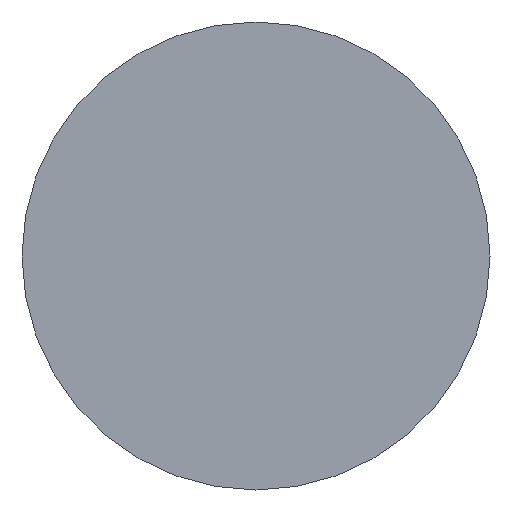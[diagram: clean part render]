
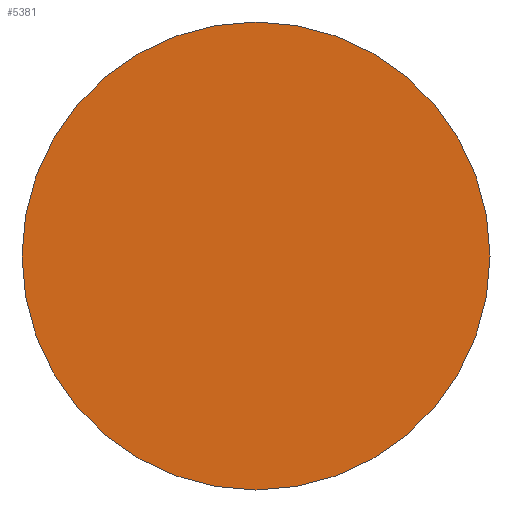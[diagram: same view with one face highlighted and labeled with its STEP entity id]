
A CAD part, left-side view. The second image highlights one B-rep face of the part: STEP entity #5381.
In plain terms, the highlighted planar face has unit normal (-1, 0, 0).
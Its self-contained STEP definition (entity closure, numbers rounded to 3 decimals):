
#357 = AXIS2_PLACEMENT_3D ( 'NONE', #6316, #6850, #3644 ) ;
#389 = VERTEX_POINT ( 'NONE', #1225 ) ;
#864 = FACE_OUTER_BOUND ( 'NONE', #1488, .T. ) ;
#1225 = CARTESIAN_POINT ( 'NONE',  ( -93.324, 0., -134.7 ) ) ;
#1329 = ORIENTED_EDGE ( 'NONE', *, *, #2527, .T. ) ;
#1366 = DIRECTION ( 'NONE',  ( 0., 0., 1. ) ) ;
#1413 = DIRECTION ( 'NONE',  ( -1., 0., 0. ) ) ;
#1434 = CARTESIAN_POINT ( 'NONE',  ( -93.324, 0., 0. ) ) ;
#1488 = EDGE_LOOP ( 'NONE', ( #4156, #1329 ) ) ;
#1830 = CIRCLE ( 'NONE', #1899, 134.7 ) ;
#1899 = AXIS2_PLACEMENT_3D ( 'NONE', #2413, #6133, #2933 ) ;
#2413 = CARTESIAN_POINT ( 'NONE',  ( -93.324, 0., 0. ) ) ;
#2527 = EDGE_CURVE ( 'NONE', #389, #6425, #5697, .T. ) ;
#2864 = AXIS2_PLACEMENT_3D ( 'NONE', #1434, #1413, #1366 ) ;
#2933 = DIRECTION ( 'NONE',  ( 0., 0., 1. ) ) ;
#3099 = PLANE ( 'NONE',  #357 ) ;
#3644 = DIRECTION ( 'NONE',  ( 0., 0., -1. ) ) ;
#4156 = ORIENTED_EDGE ( 'NONE', *, *, #5188, .T. ) ;
#5188 = EDGE_CURVE ( 'NONE', #6425, #389, #1830, .T. ) ;
#5381 = ADVANCED_FACE ( 'NONE', ( #864 ), #3099, .F. ) ;
#5697 = CIRCLE ( 'NONE', #2864, 134.7 ) ;
#5802 = CARTESIAN_POINT ( 'NONE',  ( -93.324, 0., 134.7 ) ) ;
#6133 = DIRECTION ( 'NONE',  ( -1., 0., 0. ) ) ;
#6316 = CARTESIAN_POINT ( 'NONE',  ( -93.324, 0., -134.7 ) ) ;
#6425 = VERTEX_POINT ( 'NONE', #5802 ) ;
#6850 = DIRECTION ( 'NONE',  ( 1., 0., 0. ) ) ;
